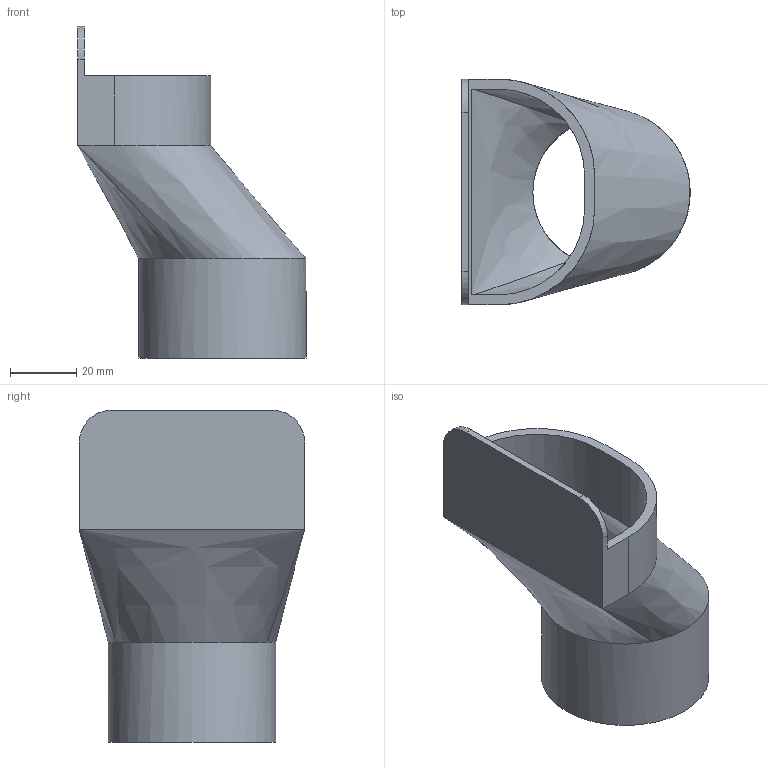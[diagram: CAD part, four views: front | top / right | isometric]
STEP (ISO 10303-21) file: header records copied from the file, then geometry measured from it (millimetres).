
FILE_DESCRIPTION(/* description */ (''),/* implementation_level */ '2;1');
FILE_NAME(/* name */ 'Adapter Lwe Terrasse v19.stp',/* time_stamp */ '2022-09-22T11:48:16+02:00',/* author */ (''),/* organization */ (''),/* preprocessor_version */ 'ST-DEVELOPER v19',/* originating_system */ 'Autodesk Translation Framework v11.7.0.108',/* authorisation */ '');
FILE_SCHEMA (('AUTOMOTIVE_DESIGN { 1 0 10303 214 3 1 1 }'));
Length unit declared in the file: millimetre
Products named in the file (1): Adapter Löwe Terrasse
Bounding box: 68.8 x 68 x 100 mm (x, y, z)
Volume: 45742.8 mm3; surface area: 32153.4 mm2
Topology: 1 solids, 1 shells, 24 faces, 74 edges, 52 vertices
Faces by surface type: plane 12, cylinder 8, bspline 4
Full cylindrical faces by diameter (mm): 44.4 x1, 50.4 x1
Entity records: 1334 total; most frequent: CARTESIAN_POINT 657, ORIENTED_EDGE 148, DIRECTION 116, EDGE_CURVE 74, VERTEX_POINT 52, AXIS2_PLACEMENT_3D 40, LINE 36, VECTOR 36
